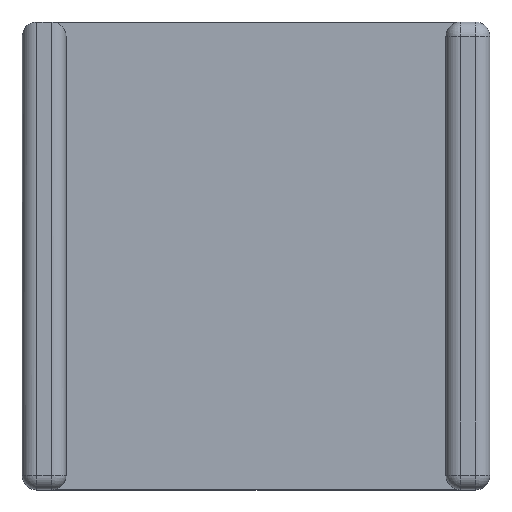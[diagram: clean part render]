
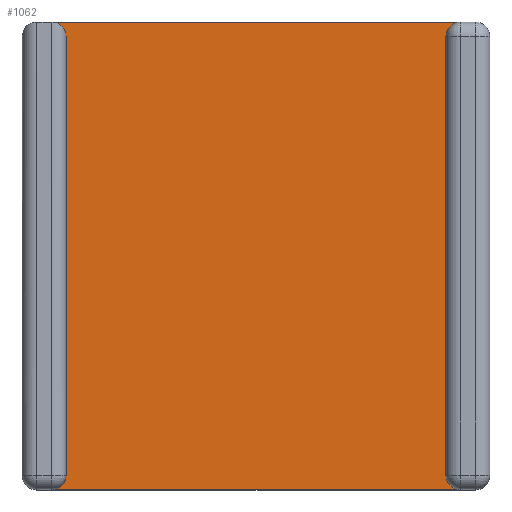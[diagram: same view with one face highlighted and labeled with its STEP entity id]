
A CAD part, top view. The second image highlights one B-rep face of the part: STEP entity #1062.
In plain terms, the highlighted planar face has unit normal (0, 0, 1).
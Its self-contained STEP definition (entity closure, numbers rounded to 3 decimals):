
#42=PLANE('',#1194);
#54=LINE('',#1620,#149);
#58=LINE('',#1627,#153);
#72=LINE('',#1671,#167);
#76=LINE('',#1678,#171);
#89=LINE('',#1729,#184);
#101=LINE('',#1758,#196);
#106=LINE('',#1773,#201);
#119=LINE('',#1812,#214);
#124=LINE('',#1821,#219);
#136=LINE('',#1874,#231);
#138=LINE('',#1879,#233);
#139=LINE('',#1881,#234);
#149=VECTOR('',#1234,10.);
#153=VECTOR('',#1238,10.);
#167=VECTOR('',#1282,10.);
#171=VECTOR('',#1286,10.);
#184=VECTOR('',#1345,10.);
#196=VECTOR('',#1371,10.);
#201=VECTOR('',#1390,10.);
#214=VECTOR('',#1431,10.);
#219=VECTOR('',#1444,10.);
#231=VECTOR('',#1514,10.);
#233=VECTOR('',#1522,10.);
#234=VECTOR('',#1525,10.);
#350=FACE_OUTER_BOUND('',#415,.T.);
#415=EDGE_LOOP('',(#976,#977,#978,#979,#980,#981,#982,#983,#984,#985,#986,
#987,#988,#989,#990,#991,#992,#993,#994,#995,#996,#997,#998));
#420=CIRCLE('',#1085,5.);
#422=CIRCLE('',#1095,5.);
#423=CIRCLE('',#1104,5.);
#429=CIRCLE('',#1116,5.);
#433=CIRCLE('',#1123,5.);
#434=CIRCLE('',#1130,5.);
#435=CIRCLE('',#1137,5.);
#436=CIRCLE('',#1146,5.);
#437=CIRCLE('',#1155,5.);
#441=CIRCLE('',#1166,5.);
#445=CIRCLE('',#1172,5.);
#460=VERTEX_POINT('',#1545);
#461=VERTEX_POINT('',#1546);
#468=VERTEX_POINT('',#1617);
#469=VERTEX_POINT('',#1619);
#472=VERTEX_POINT('',#1625);
#476=VERTEX_POINT('',#1638);
#477=VERTEX_POINT('',#1640);
#485=VERTEX_POINT('',#1664);
#486=VERTEX_POINT('',#1666);
#487=VERTEX_POINT('',#1670);
#490=VERTEX_POINT('',#1676);
#500=VERTEX_POINT('',#1702);
#504=VERTEX_POINT('',#1714);
#505=VERTEX_POINT('',#1728);
#510=VERTEX_POINT('',#1739);
#511=VERTEX_POINT('',#1741);
#515=VERTEX_POINT('',#1757);
#517=VERTEX_POINT('',#1762);
#520=VERTEX_POINT('',#1780);
#521=VERTEX_POINT('',#1782);
#529=VERTEX_POINT('',#1806);
#530=VERTEX_POINT('',#1808);
#534=VERTEX_POINT('',#1836);
#550=EDGE_CURVE('',#460,#461,#420,.F.);
#562=EDGE_CURVE('',#469,#468,#54,.T.);
#566=EDGE_CURVE('',#460,#472,#58,.T.);
#572=EDGE_CURVE('',#476,#477,#422,.F.);
#585=EDGE_CURVE('',#485,#486,#423,.F.);
#587=EDGE_CURVE('',#487,#486,#72,.T.);
#591=EDGE_CURVE('',#476,#490,#76,.T.);
#602=EDGE_CURVE('',#469,#500,#429,.F.);
#608=EDGE_CURVE('',#504,#472,#433,.F.);
#616=EDGE_CURVE('',#505,#500,#89,.T.);
#622=EDGE_CURVE('',#510,#511,#434,.F.);
#631=EDGE_CURVE('',#515,#510,#101,.T.);
#634=EDGE_CURVE('',#517,#468,#435,.F.);
#639=EDGE_CURVE('',#517,#511,#106,.T.);
#643=EDGE_CURVE('',#520,#521,#436,.F.);
#656=EDGE_CURVE('',#529,#530,#437,.F.);
#658=EDGE_CURVE('',#520,#477,#119,.T.);
#663=EDGE_CURVE('',#530,#485,#124,.T.);
#667=EDGE_CURVE('',#505,#490,#441,.F.);
#671=EDGE_CURVE('',#487,#534,#445,.F.);
#691=EDGE_CURVE('',#521,#529,#136,.T.);
#693=EDGE_CURVE('',#461,#515,#138,.T.);
#694=EDGE_CURVE('',#504,#534,#139,.T.);
#976=ORIENTED_EDGE('',*,*,#566,.T.);
#977=ORIENTED_EDGE('',*,*,#608,.F.);
#978=ORIENTED_EDGE('',*,*,#694,.T.);
#979=ORIENTED_EDGE('',*,*,#671,.F.);
#980=ORIENTED_EDGE('',*,*,#587,.T.);
#981=ORIENTED_EDGE('',*,*,#585,.F.);
#982=ORIENTED_EDGE('',*,*,#663,.F.);
#983=ORIENTED_EDGE('',*,*,#656,.F.);
#984=ORIENTED_EDGE('',*,*,#691,.F.);
#985=ORIENTED_EDGE('',*,*,#643,.F.);
#986=ORIENTED_EDGE('',*,*,#658,.T.);
#987=ORIENTED_EDGE('',*,*,#572,.F.);
#988=ORIENTED_EDGE('',*,*,#591,.T.);
#989=ORIENTED_EDGE('',*,*,#667,.F.);
#990=ORIENTED_EDGE('',*,*,#616,.T.);
#991=ORIENTED_EDGE('',*,*,#602,.F.);
#992=ORIENTED_EDGE('',*,*,#562,.T.);
#993=ORIENTED_EDGE('',*,*,#634,.F.);
#994=ORIENTED_EDGE('',*,*,#639,.T.);
#995=ORIENTED_EDGE('',*,*,#622,.F.);
#996=ORIENTED_EDGE('',*,*,#631,.F.);
#997=ORIENTED_EDGE('',*,*,#693,.F.);
#998=ORIENTED_EDGE('',*,*,#550,.F.);
#1062=ADVANCED_FACE('',(#350),#42,.T.);
#1085=AXIS2_PLACEMENT_3D('',#1547,#1215,#1216);
#1095=AXIS2_PLACEMENT_3D('',#1641,#1251,#1252);
#1104=AXIS2_PLACEMENT_3D('',#1667,#1277,#1278);
#1116=AXIS2_PLACEMENT_3D('',#1703,#1311,#1312);
#1123=AXIS2_PLACEMENT_3D('',#1715,#1326,#1327);
#1130=AXIS2_PLACEMENT_3D('',#1742,#1353,#1354);
#1137=AXIS2_PLACEMENT_3D('',#1764,#1376,#1377);
#1146=AXIS2_PLACEMENT_3D('',#1783,#1400,#1401);
#1155=AXIS2_PLACEMENT_3D('',#1809,#1426,#1427);
#1166=AXIS2_PLACEMENT_3D('',#1828,#1455,#1456);
#1172=AXIS2_PLACEMENT_3D('',#1837,#1467,#1468);
#1194=AXIS2_PLACEMENT_3D('',#1882,#1526,#1527);
#1215=DIRECTION('center_axis',(0.,0.,-1.));
#1216=DIRECTION('ref_axis',(0.707,0.707,0.));
#1234=DIRECTION('',(0.,-1.,0.));
#1238=DIRECTION('',(0.,-1.,0.));
#1251=DIRECTION('center_axis',(0.,0.,-1.));
#1252=DIRECTION('ref_axis',(-0.707,-0.707,0.));
#1277=DIRECTION('center_axis',(0.,0.,-1.));
#1278=DIRECTION('ref_axis',(-0.707,0.707,0.));
#1282=DIRECTION('',(0.,1.,0.));
#1286=DIRECTION('',(0.,1.,0.));
#1311=DIRECTION('center_axis',(0.,0.,-1.));
#1312=DIRECTION('ref_axis',(0.707,0.707,0.));
#1326=DIRECTION('center_axis',(0.,0.,-1.));
#1327=DIRECTION('ref_axis',(0.707,-0.707,0.));
#1345=DIRECTION('',(-1.,0.,0.));
#1353=DIRECTION('center_axis',(0.,0.,-1.));
#1354=DIRECTION('ref_axis',(-0.707,-0.707,0.));
#1371=DIRECTION('',(0.,1.,0.));
#1376=DIRECTION('center_axis',(0.,0.,-1.));
#1377=DIRECTION('ref_axis',(0.707,-0.707,0.));
#1390=DIRECTION('',(-1.,0.,0.));
#1400=DIRECTION('center_axis',(0.,0.,-1.));
#1401=DIRECTION('ref_axis',(0.707,-0.707,0.));
#1426=DIRECTION('center_axis',(0.,0.,-1.));
#1427=DIRECTION('ref_axis',(0.707,0.707,0.));
#1431=DIRECTION('',(-1.,0.,0.));
#1444=DIRECTION('',(-1.,0.,0.));
#1455=DIRECTION('center_axis',(0.,0.,-1.));
#1456=DIRECTION('ref_axis',(-0.707,0.707,0.));
#1467=DIRECTION('center_axis',(0.,0.,-1.));
#1468=DIRECTION('ref_axis',(-0.707,-0.707,0.));
#1514=DIRECTION('',(0.,-1.,0.));
#1522=DIRECTION('',(-1.,0.,0.));
#1525=DIRECTION('',(1.,0.,0.));
#1526=DIRECTION('center_axis',(0.,0.,1.));
#1527=DIRECTION('ref_axis',(1.,0.,0.));
#1545=CARTESIAN_POINT('',(-65.,-65.,240.));
#1546=CARTESIAN_POINT('',(-70.,-60.,240.));
#1547=CARTESIAN_POINT('Origin',(-70.,-65.,240.));
#1617=CARTESIAN_POINT('',(-65.,65.,240.));
#1619=CARTESIAN_POINT('',(-65.,75.,240.));
#1620=CARTESIAN_POINT('',(-65.,80.,240.));
#1625=CARTESIAN_POINT('',(-65.,-75.,240.));
#1627=CARTESIAN_POINT('',(-65.,80.,240.));
#1638=CARTESIAN_POINT('',(65.,65.,240.));
#1640=CARTESIAN_POINT('',(70.,60.,240.));
#1641=CARTESIAN_POINT('Origin',(70.,65.,240.));
#1664=CARTESIAN_POINT('',(70.,-60.,240.));
#1666=CARTESIAN_POINT('',(65.,-65.,240.));
#1667=CARTESIAN_POINT('Origin',(70.,-65.,240.));
#1670=CARTESIAN_POINT('',(65.,-75.,240.));
#1671=CARTESIAN_POINT('',(65.,80.,240.));
#1676=CARTESIAN_POINT('',(65.,75.,240.));
#1678=CARTESIAN_POINT('',(65.,80.,240.));
#1702=CARTESIAN_POINT('',(-70.,80.,240.));
#1703=CARTESIAN_POINT('Origin',(-70.,75.,240.));
#1714=CARTESIAN_POINT('',(-70.,-80.,240.));
#1715=CARTESIAN_POINT('Origin',(-70.,-75.,240.));
#1728=CARTESIAN_POINT('',(70.,80.,240.));
#1729=CARTESIAN_POINT('',(80.,80.,240.));
#1739=CARTESIAN_POINT('',(-80.,65.,240.));
#1741=CARTESIAN_POINT('',(-75.,60.,240.));
#1742=CARTESIAN_POINT('Origin',(-75.,65.,240.));
#1757=CARTESIAN_POINT('',(-80.,-60.,240.));
#1758=CARTESIAN_POINT('',(-80.,70.,240.));
#1762=CARTESIAN_POINT('',(-70.,60.,240.));
#1764=CARTESIAN_POINT('Origin',(-70.,65.,240.));
#1773=CARTESIAN_POINT('',(80.,60.,240.));
#1780=CARTESIAN_POINT('',(75.,60.,240.));
#1782=CARTESIAN_POINT('',(80.,65.,240.));
#1783=CARTESIAN_POINT('Origin',(75.,65.,240.));
#1806=CARTESIAN_POINT('',(80.,-65.,240.));
#1808=CARTESIAN_POINT('',(75.,-60.,240.));
#1809=CARTESIAN_POINT('Origin',(75.,-65.,240.));
#1812=CARTESIAN_POINT('',(80.,60.,240.));
#1821=CARTESIAN_POINT('',(80.,-60.,240.));
#1828=CARTESIAN_POINT('Origin',(70.,75.,240.));
#1836=CARTESIAN_POINT('',(70.,-80.,240.));
#1837=CARTESIAN_POINT('Origin',(70.,-75.,240.));
#1874=CARTESIAN_POINT('',(80.,-10.,240.));
#1879=CARTESIAN_POINT('',(80.,-60.,240.));
#1881=CARTESIAN_POINT('',(-80.,-80.,240.));
#1882=CARTESIAN_POINT('Origin',(0.,0.,240.));
